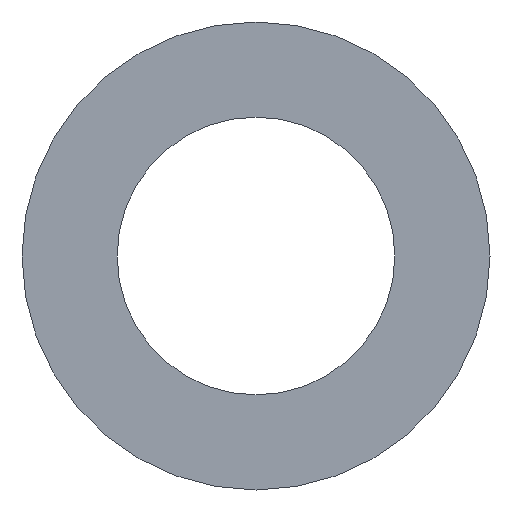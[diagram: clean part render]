
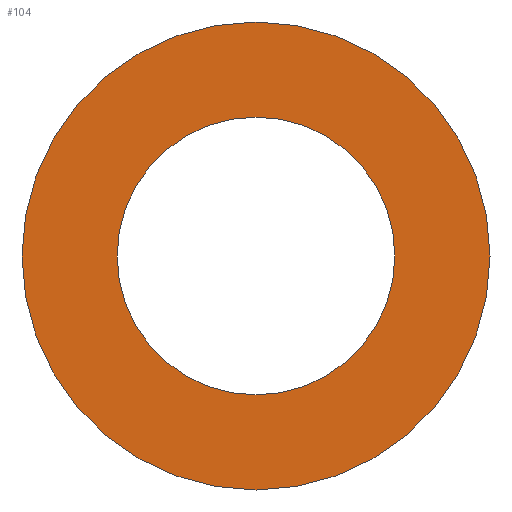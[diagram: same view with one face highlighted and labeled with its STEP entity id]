
A CAD part, left-side view. The second image highlights one B-rep face of the part: STEP entity #104.
In plain terms, the highlighted planar face has unit normal (-1, 0, 0).
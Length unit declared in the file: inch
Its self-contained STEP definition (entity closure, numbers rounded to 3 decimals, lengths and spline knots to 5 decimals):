
#15=FACE_BOUND('',#34,.T.);
#17=PLANE('',#133);
#26=FACE_OUTER_BOUND('',#33,.T.);
#33=EDGE_LOOP('',(#92));
#34=EDGE_LOOP('',(#93));
#46=CIRCLE('',#122,0.027);
#52=CIRCLE('',#132,0.0455);
#54=VERTEX_POINT('',#175);
#59=VERTEX_POINT('',#193);
#62=EDGE_CURVE('',#54,#54,#46,.T.);
#70=EDGE_CURVE('',#59,#59,#52,.T.);
#92=ORIENTED_EDGE('',*,*,#70,.T.);
#93=ORIENTED_EDGE('',*,*,#62,.F.);
#104=ADVANCED_FACE('',(#26,#15),#17,.F.);
#122=AXIS2_PLACEMENT_3D('',#177,#142,#143);
#132=AXIS2_PLACEMENT_3D('',#194,#164,#165);
#133=AXIS2_PLACEMENT_3D('',#196,#167,#168);
#142=DIRECTION('center_axis',(-1.,0.,0.));
#143=DIRECTION('ref_axis',(0.,0.,1.));
#164=DIRECTION('center_axis',(-1.,0.,0.));
#165=DIRECTION('ref_axis',(0.,0.,1.));
#167=DIRECTION('center_axis',(1.,0.,0.));
#168=DIRECTION('ref_axis',(0.,0.,-1.));
#175=CARTESIAN_POINT('',(0.,0.,-0.027));
#177=CARTESIAN_POINT('Origin',(0.,0.,0.));
#193=CARTESIAN_POINT('',(0.,0.,-0.0455));
#194=CARTESIAN_POINT('Origin',(0.,0.,0.));
#196=CARTESIAN_POINT('Origin',(0.,0.0455,
0.));
